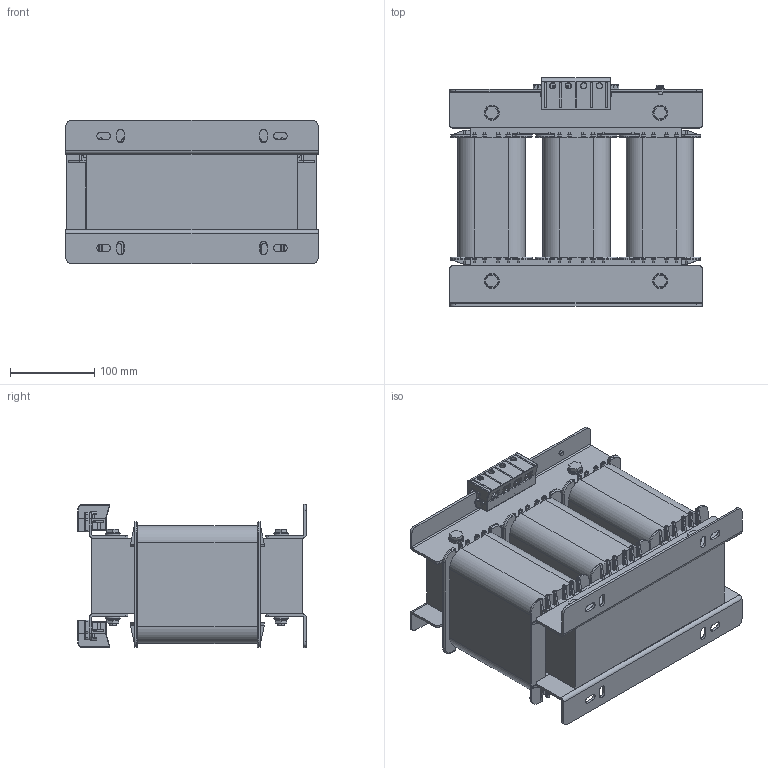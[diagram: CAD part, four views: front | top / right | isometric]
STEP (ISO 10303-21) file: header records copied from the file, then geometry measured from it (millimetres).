
FILE_DESCRIPTION((''),'2;1');
FILE_NAME('ASM0001_ASM','2024-09-06T',('Administrator'),(''),'PRO/ENGINEER BY PARAMETRIC TECHNOLOGY CORPORATION, 2008380','PRO/ENGINEER BY PARAMETRIC TECHNOLOGY CORPORATION, 2008380','');
FILE_SCHEMA(('CONFIG_CONTROL_DESIGN'));
Length unit declared in the file: millimetre
Products named in the file (20): PRT0002; PRT0001; PRT0003; PRT0004; SHANGJIAOJIA; MANIFOLD_SOLID_BREP_327; MANIFOLD_SOLID_BREP_328; MANIFOLD_SOLID_BREP_329; MANIFOLD_SOLID_BREP_330; MANIFOLD_SOLID_BREP_331; MANIFOLD_SOLID_BREP_332; MANIFOLD_SOLID_BREP_333; MANIFOLD_SOLID_BREP_334; ADMI1E9C3DA79MFN_ASM; 000_ASM; PRT0006; PRT0007; PRT0008; PRT0005; ASM0001_ASM
Assembly tree (36 placements, depth 4):
  ASM0001_ASM
    PRT0002
    PRT0001  x3
    PRT0003  x2
    PRT0004
    SHANGJIAOJIA
    000_ASM  x2
      ADMI1E9C3DA79MFN_ASM
        MANIFOLD_SOLID_BREP_327
        MANIFOLD_SOLID_BREP_328
        MANIFOLD_SOLID_BREP_329
        MANIFOLD_SOLID_BREP_330
        MANIFOLD_SOLID_BREP_331
        MANIFOLD_SOLID_BREP_332
        MANIFOLD_SOLID_BREP_333
        MANIFOLD_SOLID_BREP_334
    PRT0006  x8
    PRT0007  x4
    PRT0008  x4
    PRT0005
Bounding box: 300 x 271.8 x 170 mm (x, y, z)
Volume: 7500088.3 mm3; surface area: 987192.2 mm2
Topology: 41 solids, 41 shells, 3807 faces, 9898 edges, 6234 vertices
Faces by surface type: plane 2321, cylinder 1038, torus 252, bspline 152, cone 32, sphere 12
Entity records: 53210 total; most frequent: CARTESIAN_POINT 10768, ORIENTED_EDGE 8846, DIRECTION 8720, EDGE_CURVE 4423, VECTOR 3130, LINE 3130, VERTEX_POINT 2813, AXIS2_PLACEMENT_3D 2795
